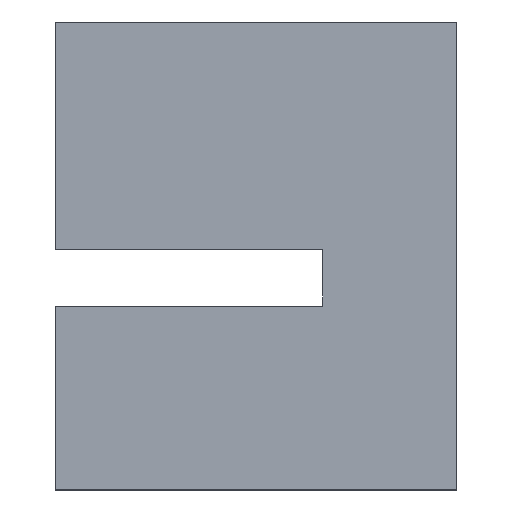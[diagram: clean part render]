
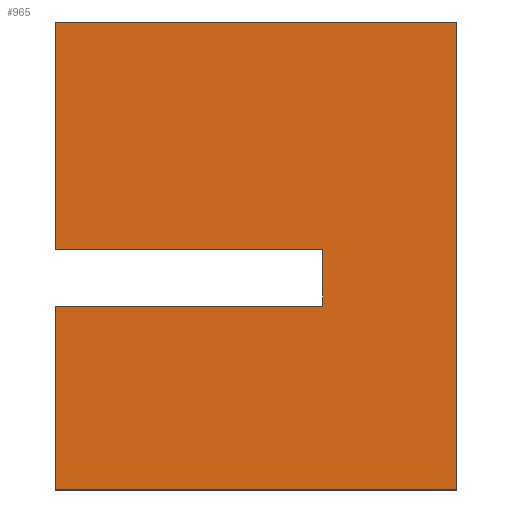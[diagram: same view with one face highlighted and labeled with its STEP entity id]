
A CAD part, left-side view. The second image highlights one B-rep face of the part: STEP entity #965.
In plain terms, the highlighted planar face has unit normal (-1, 0, 0).
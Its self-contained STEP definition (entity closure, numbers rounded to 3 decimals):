
#56 = EDGE_LOOP ( 'NONE', ( #1045, #811, #214, #219, #197, #809, #1079, #370 ) ) ;
#81 = VERTEX_POINT ( 'NONE', #1039 ) ;
#88 = VERTEX_POINT ( 'NONE', #1035 ) ;
#91 = VERTEX_POINT ( 'NONE', #1040 ) ;
#95 = VERTEX_POINT ( 'NONE', #1005 ) ;
#97 = VERTEX_POINT ( 'NONE', #1003 ) ;
#197 = ORIENTED_EDGE ( 'NONE', *, *, #424, .F. ) ;
#214 = ORIENTED_EDGE ( 'NONE', *, *, #382, .F. ) ;
#219 = ORIENTED_EDGE ( 'NONE', *, *, #450, .T. ) ;
#286 = LINE ( 'NONE', #977, #291 ) ;
#291 = VECTOR ( 'NONE', #1004, 1000. ) ;
#356 = LINE ( 'NONE', #1350, #359 ) ;
#359 = VECTOR ( 'NONE', #1297, 1000. ) ;
#370 = ORIENTED_EDGE ( 'NONE', *, *, #1103, .F. ) ;
#382 = EDGE_CURVE ( 'NONE', #91, #97, #286, .T. ) ;
#424 = EDGE_CURVE ( 'NONE', #95, #88, #534, .T. ) ;
#450 = EDGE_CURVE ( 'NONE', #91, #88, #875, .T. ) ;
#462 = EDGE_CURVE ( 'NONE', #95, #1789, #888, .T. ) ;
#534 = LINE ( 'NONE', #1722, #536 ) ;
#536 = VECTOR ( 'NONE', #1543, 1000. ) ;
#568 = VECTOR ( 'NONE', #1568, 1000. ) ;
#610 = CARTESIAN_POINT ( 'NONE',  ( -17.5, 12., 0.2 ) ) ;
#621 = CARTESIAN_POINT ( 'NONE',  ( -17.5, 0., -7. ) ) ;
#641 = CARTESIAN_POINT ( 'NONE',  ( -17.5, 12., 7. ) ) ;
#701 = LINE ( 'NONE', #1651, #704 ) ;
#704 = VECTOR ( 'NONE', #1451, 1000. ) ;
#713 = LINE ( 'NONE', #1578, #716 ) ;
#716 = VECTOR ( 'NONE', #1554, 1000. ) ;
#733 = LINE ( 'NONE', #1464, #736 ) ;
#736 = VECTOR ( 'NONE', #1474, 1000. ) ;
#809 = ORIENTED_EDGE ( 'NONE', *, *, #462, .T. ) ;
#811 = ORIENTED_EDGE ( 'NONE', *, *, #1121, .F. ) ;
#875 = LINE ( 'NONE', #1582, #878 ) ;
#878 = VECTOR ( 'NONE', #1641, 1000. ) ;
#888 = LINE ( 'NONE', #1520, #568 ) ;
#953 = FACE_OUTER_BOUND ( 'NONE', #56, .T. ) ;
#965 = ADVANCED_FACE ( 'NONE', ( #953 ), #1397, .F. ) ;
#977 = CARTESIAN_POINT ( 'NONE',  ( -17.5, 4., -1.5 ) ) ;
#1003 = CARTESIAN_POINT ( 'NONE',  ( -17.5, 4., 0.2 ) ) ;
#1004 = DIRECTION ( 'NONE',  ( 0., 0., 1. ) ) ;
#1005 = CARTESIAN_POINT ( 'NONE',  ( -17.5, 12., -7. ) ) ;
#1035 = CARTESIAN_POINT ( 'NONE',  ( -17.5, 12., -1.5 ) ) ;
#1039 = CARTESIAN_POINT ( 'NONE',  ( -17.5, 0., 7. ) ) ;
#1040 = CARTESIAN_POINT ( 'NONE',  ( -17.5, 4., -1.5 ) ) ;
#1045 = ORIENTED_EDGE ( 'NONE', *, *, #1090, .F. ) ;
#1079 = ORIENTED_EDGE ( 'NONE', *, *, #1109, .T. ) ;
#1090 = EDGE_CURVE ( 'NONE', #1793, #1757, #356, .T. ) ;
#1103 = EDGE_CURVE ( 'NONE', #1757, #81, #701, .T. ) ;
#1109 = EDGE_CURVE ( 'NONE', #1789, #81, #713, .T. ) ;
#1121 = EDGE_CURVE ( 'NONE', #97, #1793, #733, .T. ) ;
#1219 = AXIS2_PLACEMENT_3D ( 'NONE', #1405, #1396, #1395 ) ;
#1297 = DIRECTION ( 'NONE',  ( 0., 0., 1. ) ) ;
#1350 = CARTESIAN_POINT ( 'NONE',  ( -17.5, 12., 7. ) ) ;
#1395 = DIRECTION ( 'NONE',  ( 0., 0., -1. ) ) ;
#1396 = DIRECTION ( 'NONE',  ( 1., 0., 0. ) ) ;
#1397 = PLANE ( 'NONE',  #1219 ) ;
#1405 = CARTESIAN_POINT ( 'NONE',  ( -17.5, 12., 7. ) ) ;
#1451 = DIRECTION ( 'NONE',  ( 0., -1., 0. ) ) ;
#1464 = CARTESIAN_POINT ( 'NONE',  ( -17.5, 4., 0.2 ) ) ;
#1474 = DIRECTION ( 'NONE',  ( 0., 1., 0. ) ) ;
#1520 = CARTESIAN_POINT ( 'NONE',  ( -17.5, 12., -7. ) ) ;
#1543 = DIRECTION ( 'NONE',  ( 0., 0., 1. ) ) ;
#1554 = DIRECTION ( 'NONE',  ( 0., 0., 1. ) ) ;
#1568 = DIRECTION ( 'NONE',  ( 0., -1., 0. ) ) ;
#1578 = CARTESIAN_POINT ( 'NONE',  ( -17.5, 0., 7. ) ) ;
#1582 = CARTESIAN_POINT ( 'NONE',  ( -17.5, 4., -1.5 ) ) ;
#1641 = DIRECTION ( 'NONE',  ( 0., 1., 0. ) ) ;
#1651 = CARTESIAN_POINT ( 'NONE',  ( -17.5, 12., 7. ) ) ;
#1722 = CARTESIAN_POINT ( 'NONE',  ( -17.5, 12., 7. ) ) ;
#1757 = VERTEX_POINT ( 'NONE', #641 ) ;
#1789 = VERTEX_POINT ( 'NONE', #621 ) ;
#1793 = VERTEX_POINT ( 'NONE', #610 ) ;
